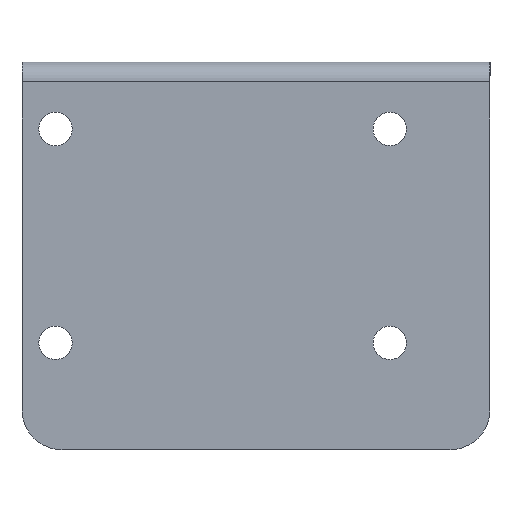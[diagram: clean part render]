
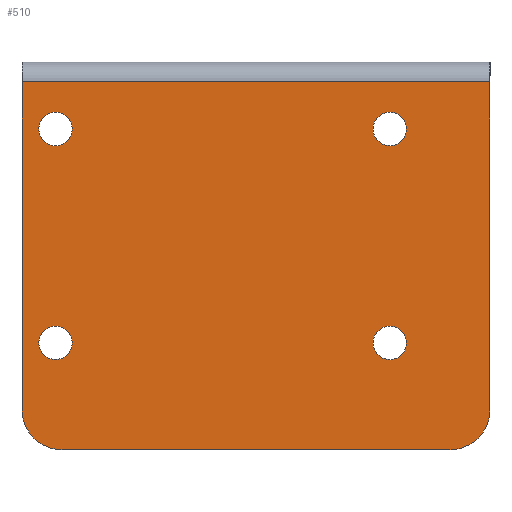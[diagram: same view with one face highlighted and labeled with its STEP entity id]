
A CAD part, left-side view. The second image highlights one B-rep face of the part: STEP entity #510.
In plain terms, the highlighted planar face has unit normal (-1, 0, 0).
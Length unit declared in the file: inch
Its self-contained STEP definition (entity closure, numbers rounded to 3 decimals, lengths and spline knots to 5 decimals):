
#4 = CIRCLE ( 'NONE', #53, 0.375 ) ;
#10 = DIRECTION ( 'NONE',  ( 1., 0., 0. ) ) ;
#26 = CARTESIAN_POINT ( 'NONE',  ( 0., -0.313, -0.625 ) ) ;
#32 = ORIENTED_EDGE ( 'NONE', *, *, #660, .F. ) ;
#36 = CARTESIAN_POINT ( 'NONE',  ( 0., -0.375, -3.25 ) ) ;
#48 = CARTESIAN_POINT ( 'NONE',  ( 0., 0., 0. ) ) ;
#53 = AXIS2_PLACEMENT_3D ( 'NONE', #97, #272, #448 ) ;
#65 = ORIENTED_EDGE ( 'NONE', *, *, #478, .F. ) ;
#69 = CIRCLE ( 'NONE', #726, 0.375 ) ;
#77 = CIRCLE ( 'NONE', #359, 0.15625 ) ;
#78 = DIRECTION ( 'NONE',  ( 0., 0., 1. ) ) ;
#80 = CARTESIAN_POINT ( 'NONE',  ( 0., -3.438, -2.625 ) ) ;
#89 = VECTOR ( 'NONE', #100, 39.37008 ) ;
#95 = DIRECTION ( 'NONE',  ( 0., 1., 0. ) ) ;
#96 = ORIENTED_EDGE ( 'NONE', *, *, #292, .F. ) ;
#97 = CARTESIAN_POINT ( 'NONE',  ( 0., -4., -3.25 ) ) ;
#100 = DIRECTION ( 'NONE',  ( 0., 0., -1. ) ) ;
#113 = FACE_BOUND ( 'NONE', #344, .T. ) ;
#119 = DIRECTION ( 'NONE',  ( 0., 0., 1. ) ) ;
#137 = CARTESIAN_POINT ( 'NONE',  ( 0., -0.313, -2.625 ) ) ;
#148 = CARTESIAN_POINT ( 'NONE',  ( 0., 0., -0.185 ) ) ;
#150 = CIRCLE ( 'NONE', #270, 0.15625 ) ;
#154 = LINE ( 'NONE', #435, #638 ) ;
#155 = ORIENTED_EDGE ( 'NONE', *, *, #185, .F. ) ;
#164 = CARTESIAN_POINT ( 'NONE',  ( 0., -3.438, -0.625 ) ) ;
#185 = EDGE_CURVE ( 'NONE', #377, #274, #564, .T. ) ;
#188 = EDGE_LOOP ( 'NONE', ( #207 ) ) ;
#195 = VERTEX_POINT ( 'NONE', #661 ) ;
#206 = ORIENTED_EDGE ( 'NONE', *, *, #276, .F. ) ;
#207 = ORIENTED_EDGE ( 'NONE', *, *, #441, .F. ) ;
#208 = CARTESIAN_POINT ( 'NONE',  ( 0., -4.375, 0. ) ) ;
#214 = DIRECTION ( 'NONE',  ( 0., -1., 0. ) ) ;
#233 = PLANE ( 'NONE',  #297 ) ;
#235 = CARTESIAN_POINT ( 'NONE',  ( 0., 0., -0.185 ) ) ;
#241 = ORIENTED_EDGE ( 'NONE', *, *, #690, .F. ) ;
#242 = FACE_BOUND ( 'NONE', #285, .T. ) ;
#246 = AXIS2_PLACEMENT_3D ( 'NONE', #137, #365, #78 ) ;
#252 = EDGE_CURVE ( 'NONE', #459, #438, #69, .T. ) ;
#254 = CARTESIAN_POINT ( 'NONE',  ( 0., -0.375, -3.625 ) ) ;
#256 = VECTOR ( 'NONE', #518, 39.37008 ) ;
#259 = VERTEX_POINT ( 'NONE', #416 ) ;
#270 = AXIS2_PLACEMENT_3D ( 'NONE', #80, #535, #710 ) ;
#272 = DIRECTION ( 'NONE',  ( 1., 0., 0. ) ) ;
#274 = VERTEX_POINT ( 'NONE', #672 ) ;
#276 = EDGE_CURVE ( 'NONE', #493, #459, #154, .T. ) ;
#285 = EDGE_LOOP ( 'NONE', ( #32 ) ) ;
#291 = LINE ( 'NONE', #48, #256 ) ;
#292 = EDGE_CURVE ( 'NONE', #195, #195, #77, .T. ) ;
#297 = AXIS2_PLACEMENT_3D ( 'NONE', #525, #10, #405 ) ;
#314 = VERTEX_POINT ( 'NONE', #545 ) ;
#330 = EDGE_CURVE ( 'NONE', #438, #382, #291, .T. ) ;
#332 = AXIS2_PLACEMENT_3D ( 'NONE', #164, #385, #376 ) ;
#344 = EDGE_LOOP ( 'NONE', ( #96 ) ) ;
#351 = CARTESIAN_POINT ( 'NONE',  ( 0., -4., -3.625 ) ) ;
#359 = AXIS2_PLACEMENT_3D ( 'NONE', #26, #513, #119 ) ;
#365 = DIRECTION ( 'NONE',  ( -1., 0., 0. ) ) ;
#373 = CIRCLE ( 'NONE', #246, 0.15625 ) ;
#376 = DIRECTION ( 'NONE',  ( 0., 0., 1. ) ) ;
#377 = VERTEX_POINT ( 'NONE', #453 ) ;
#382 = VERTEX_POINT ( 'NONE', #235 ) ;
#385 = DIRECTION ( 'NONE',  ( -1., 0., 0. ) ) ;
#405 = DIRECTION ( 'NONE',  ( 0., 0., -1. ) ) ;
#408 = ORIENTED_EDGE ( 'NONE', *, *, #487, .F. ) ;
#416 = CARTESIAN_POINT ( 'NONE',  ( 0., -0.313, -2.46875 ) ) ;
#426 = LINE ( 'NONE', #148, #665 ) ;
#429 = CIRCLE ( 'NONE', #332, 0.15625 ) ;
#435 = CARTESIAN_POINT ( 'NONE',  ( 0., 0., -3.625 ) ) ;
#438 = VERTEX_POINT ( 'NONE', #484 ) ;
#441 = EDGE_CURVE ( 'NONE', #314, #314, #150, .T. ) ;
#448 = DIRECTION ( 'NONE',  ( 0., 0., -1. ) ) ;
#452 = EDGE_LOOP ( 'NONE', ( #408, #155, #241, #733, #698, #206 ) ) ;
#453 = CARTESIAN_POINT ( 'NONE',  ( 0., -4.375, -0.185 ) ) ;
#459 = VERTEX_POINT ( 'NONE', #254 ) ;
#478 = EDGE_CURVE ( 'NONE', #605, #605, #429, .T. ) ;
#484 = CARTESIAN_POINT ( 'NONE',  ( 0., 0., -3.25 ) ) ;
#487 = EDGE_CURVE ( 'NONE', #274, #493, #4, .T. ) ;
#493 = VERTEX_POINT ( 'NONE', #351 ) ;
#506 = DIRECTION ( 'NONE',  ( 0., 0., 1. ) ) ;
#510 = ADVANCED_FACE ( 'NONE', ( #629, #113, #575, #516, #242 ), #233, .F. ) ;
#513 = DIRECTION ( 'NONE',  ( -1., 0., 0. ) ) ;
#516 = FACE_BOUND ( 'NONE', #188, .T. ) ;
#518 = DIRECTION ( 'NONE',  ( 0., 0., 1. ) ) ;
#525 = CARTESIAN_POINT ( 'NONE',  ( 0., 0., 0. ) ) ;
#535 = DIRECTION ( 'NONE',  ( -1., 0., 0. ) ) ;
#545 = CARTESIAN_POINT ( 'NONE',  ( 0., -3.438, -2.46875 ) ) ;
#546 = CARTESIAN_POINT ( 'NONE',  ( 0., -3.438, -0.46875 ) ) ;
#564 = LINE ( 'NONE', #208, #89 ) ;
#571 = EDGE_LOOP ( 'NONE', ( #65 ) ) ;
#575 = FACE_BOUND ( 'NONE', #571, .T. ) ;
#605 = VERTEX_POINT ( 'NONE', #546 ) ;
#629 = FACE_OUTER_BOUND ( 'NONE', #452, .T. ) ;
#638 = VECTOR ( 'NONE', #95, 39.37008 ) ;
#660 = EDGE_CURVE ( 'NONE', #259, #259, #373, .T. ) ;
#661 = CARTESIAN_POINT ( 'NONE',  ( 0., -0.313, -0.46875 ) ) ;
#665 = VECTOR ( 'NONE', #214, 39.37008 ) ;
#672 = CARTESIAN_POINT ( 'NONE',  ( 0., -4.375, -3.25 ) ) ;
#681 = DIRECTION ( 'NONE',  ( 1., 0., 0. ) ) ;
#690 = EDGE_CURVE ( 'NONE', #382, #377, #426, .T. ) ;
#698 = ORIENTED_EDGE ( 'NONE', *, *, #252, .F. ) ;
#710 = DIRECTION ( 'NONE',  ( 0., 0., 1. ) ) ;
#726 = AXIS2_PLACEMENT_3D ( 'NONE', #36, #681, #506 ) ;
#733 = ORIENTED_EDGE ( 'NONE', *, *, #330, .F. ) ;
